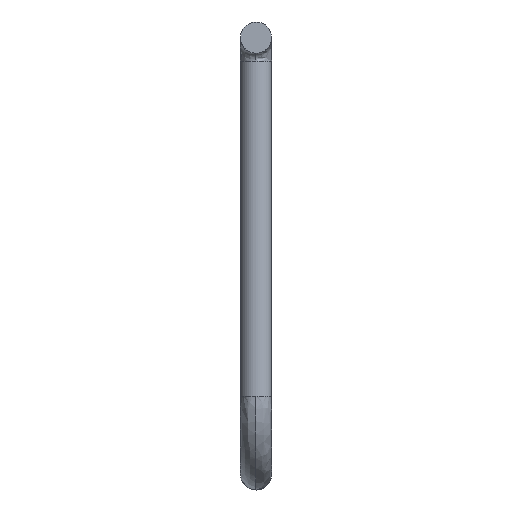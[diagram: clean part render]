
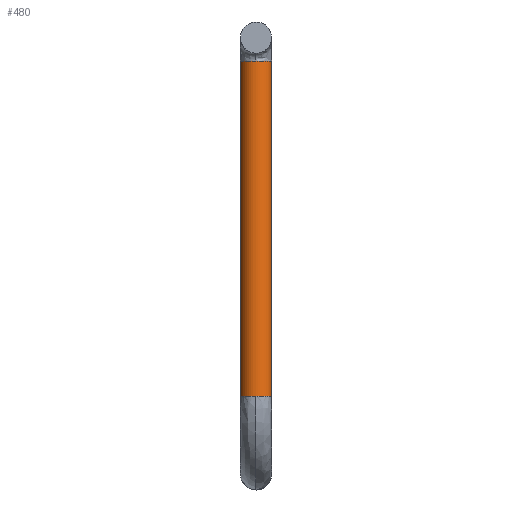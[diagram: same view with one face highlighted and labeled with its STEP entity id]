
A CAD part, left-side view. The second image highlights one B-rep face of the part: STEP entity #480.
In plain terms, the highlighted free-form (B-spline) face has degree [2, 1] with [5, 2] control points.
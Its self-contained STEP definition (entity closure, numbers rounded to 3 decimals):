
#245=CARTESIAN_POINT('',(-100.5,0.,45.));
#246=VERTEX_POINT('',#245);
#260=CARTESIAN_POINT('',(-98.343,-1.994,45.));
#261=VERTEX_POINT('',#260);
#262=CARTESIAN_POINT('',(-98.343,-1.994,45.));
#263=CARTESIAN_POINT('',(-98.421,-2.,45.));
#264=CARTESIAN_POINT('',(-98.5,-2.,45.));
#265=CARTESIAN_POINT('',(-100.5,-2.,45.));
#266=CARTESIAN_POINT('',(-100.5,0.,45.));
#274=(BOUNDED_CURVE()B_SPLINE_CURVE(2,(#262,#263,#264,#265,#266),.UNSPECIFIED.,.F.,.U.)B_SPLINE_CURVE_WITH_KNOTS((3,2,3),(0.236,0.25,0.5),.UNSPECIFIED.)CURVE()GEOMETRIC_REPRESENTATION_ITEM()RATIONAL_B_SPLINE_CURVE((0.97,0.984,1.0,0.707,1.0))REPRESENTATION_ITEM(''));
#275=EDGE_CURVE('',#261,#246,#274,.T.);
#323=CARTESIAN_POINT('',(-98.657,1.994,45.));
#324=VERTEX_POINT('',#323);
#340=CARTESIAN_POINT('',(-100.5,0.,45.));
#341=CARTESIAN_POINT('',(-100.5,1.849,45.));
#342=CARTESIAN_POINT('',(-98.657,1.994,45.));
#350=(BOUNDED_CURVE()B_SPLINE_CURVE(2,(#340,#341,#342),.UNSPECIFIED.,.F.,.U.)B_SPLINE_CURVE_WITH_KNOTS((3,3),(0.5,0.736),.UNSPECIFIED.)CURVE()GEOMETRIC_REPRESENTATION_ITEM()RATIONAL_B_SPLINE_CURVE((1.0,0.723,0.97))REPRESENTATION_ITEM(''));
#351=EDGE_CURVE('',#246,#324,#350,.T.);
#378=CARTESIAN_POINT('',(-98.343,-1.994,2.));
#379=VERTEX_POINT('',#378);
#380=CARTESIAN_POINT('',(-98.343,-1.994,2.));
#381=CARTESIAN_POINT('',(-98.343,-1.994,45.));
#382=QUASI_UNIFORM_CURVE('',1,(#380,#381),.UNSPECIFIED.,.F.,.U.);
#383=EDGE_CURVE('',#379,#261,#382,.T.);
#400=CARTESIAN_POINT('',(-98.657,1.994,2.));
#401=VERTEX_POINT('',#400);
#417=CARTESIAN_POINT('',(-98.657,1.994,2.));
#418=CARTESIAN_POINT('',(-98.657,1.994,45.));
#419=QUASI_UNIFORM_CURVE('',1,(#417,#418),.UNSPECIFIED.,.F.,.U.);
#420=EDGE_CURVE('',#401,#324,#419,.T.);
#426=CARTESIAN_POINT('',(-98.657,1.994,0.925));
#427=CARTESIAN_POINT('',(-100.651,1.837,0.925));
#428=CARTESIAN_POINT('',(-100.494,-0.157,0.925));
#429=CARTESIAN_POINT('',(-100.337,-2.151,0.925));
#430=CARTESIAN_POINT('',(-98.343,-1.994,0.925));
#431=CARTESIAN_POINT('',(-98.657,1.994,46.102));
#432=CARTESIAN_POINT('',(-100.651,1.837,46.102));
#433=CARTESIAN_POINT('',(-100.494,-0.157,46.102));
#434=CARTESIAN_POINT('',(-100.337,-2.151,46.102));
#435=CARTESIAN_POINT('',(-98.343,-1.994,46.102));
#443=(BOUNDED_SURFACE()B_SPLINE_SURFACE(2,1,((#426,#431),(#427,#432),(#428,#433),(#429,#434),(#430,#435)),.UNSPECIFIED.,.F.,.F.,.U.)B_SPLINE_SURFACE_WITH_KNOTS((3,2,3),(2,2),(0.0,3.314,6.627),(0.0,45.177),.UNSPECIFIED.)GEOMETRIC_REPRESENTATION_ITEM()RATIONAL_B_SPLINE_SURFACE(((1.0,1.0),(0.707,0.707),(1.0,1.0),(0.707,0.707),(1.0,1.0)))REPRESENTATION_ITEM('')SURFACE());
#444=ORIENTED_EDGE('',*,*,#275,.T.);
#445=ORIENTED_EDGE('',*,*,#351,.T.);
#446=ORIENTED_EDGE('',*,*,#420,.F.);
#447=CARTESIAN_POINT('',(-100.5,0.,2.));
#448=VERTEX_POINT('',#447);
#449=CARTESIAN_POINT('',(-100.5,0.,2.));
#450=CARTESIAN_POINT('',(-100.5,1.849,2.));
#451=CARTESIAN_POINT('',(-98.657,1.994,2.));
#459=(BOUNDED_CURVE()B_SPLINE_CURVE(2,(#449,#450,#451),.UNSPECIFIED.,.F.,.U.)B_SPLINE_CURVE_WITH_KNOTS((3,3),(0.0,0.473),.UNSPECIFIED.)CURVE()GEOMETRIC_REPRESENTATION_ITEM()RATIONAL_B_SPLINE_CURVE((1.0,0.723,0.97))REPRESENTATION_ITEM(''));
#460=EDGE_CURVE('',#448,#401,#459,.T.);
#461=ORIENTED_EDGE('',*,*,#460,.F.);
#462=CARTESIAN_POINT('',(-98.343,-1.994,2.));
#463=CARTESIAN_POINT('',(-98.421,-2.,2.));
#464=CARTESIAN_POINT('',(-98.5,-2.,2.));
#465=CARTESIAN_POINT('',(-100.5,-2.,2.));
#466=CARTESIAN_POINT('',(-100.5,0.,2.));
#474=(BOUNDED_CURVE()B_SPLINE_CURVE(2,(#462,#463,#464,#465,#466),.UNSPECIFIED.,.F.,.U.)B_SPLINE_CURVE_WITH_KNOTS((3,2,3),(0.473,0.5,1.0),.UNSPECIFIED.)CURVE()GEOMETRIC_REPRESENTATION_ITEM()RATIONAL_B_SPLINE_CURVE((0.97,0.984,1.0,0.707,1.0))REPRESENTATION_ITEM(''));
#475=EDGE_CURVE('',#379,#448,#474,.T.);
#476=ORIENTED_EDGE('',*,*,#475,.F.);
#477=ORIENTED_EDGE('',*,*,#383,.T.);
#478=EDGE_LOOP('',(#444,#445,#446,#461,#476,#477));
#479=FACE_OUTER_BOUND('',#478,.T.);
#480=ADVANCED_FACE('',(#479),#443,.T.);
